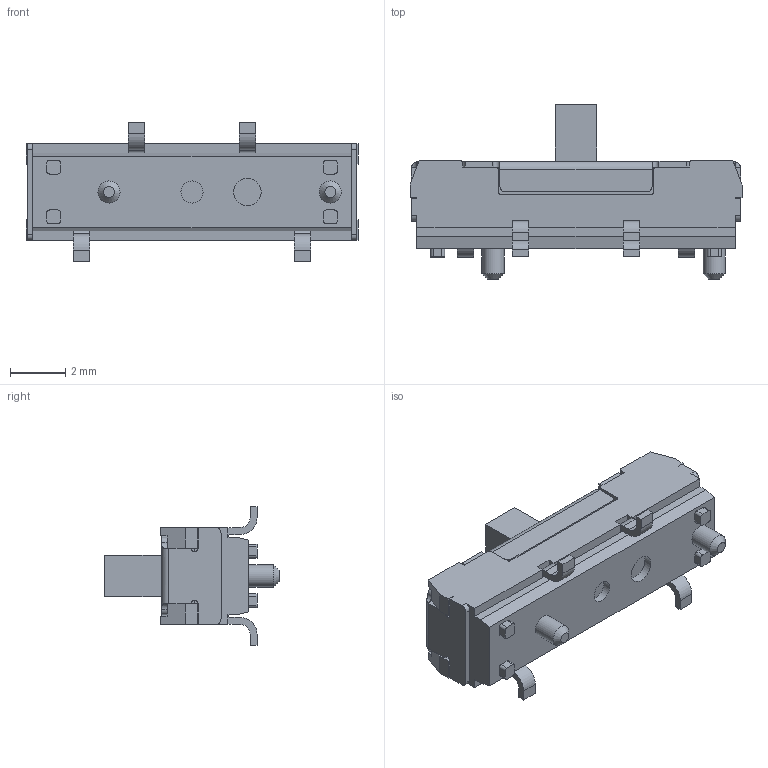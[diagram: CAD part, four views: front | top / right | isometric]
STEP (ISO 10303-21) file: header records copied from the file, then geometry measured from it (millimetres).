
FILE_DESCRIPTION(/* description */ ('STEP AP214'),/* implementation_level */ '2;1');
FILE_NAME(/* name */ 'CL-SB-13B-01T',/* time_stamp */ '2025-02-27T15:08:30+01:00',/* author */ ('License CC BY-ND 4.0'),/* organization */ ('CADENAS'),/* preprocessor_version */ 'ST-DEVELOPER v19.3',/* originating_system */ 'PARTsolutions',/* authorisation */ ' ');
FILE_SCHEMA (('AUTOMOTIVE_DESIGN {1 0 10303 214 3 1 1}'));
Length unit declared in the file: millimetre
Products named in the file (3): CL-SB-13B-01T; 13B-01_c; 3Top setting_s
Assembly tree (2 placements, depth 2):
  CL-SB-13B-01T
    13B-01_c
    3Top setting_s
Bounding box: 12 x 6.3 x 5 mm (x, y, z)
Volume: 110.5 mm3; surface area: 358.6 mm2
Topology: 2 solids, 2 shells, 311 faces, 888 edges, 576 vertices
Faces by surface type: plane 217, cylinder 92, cone 2
Full cylindrical faces by diameter (mm): 0.8 x3, 1 x1
Entity records: 12021 total; most frequent: CARTESIAN_POINT 1806, ORIENTED_EDGE 1764, DIRECTION 1704, EDGE_CURVE 882, LINE 668, VECTOR 668, VERTEX_POINT 576, AXIS2_PLACEMENT_3D 518
